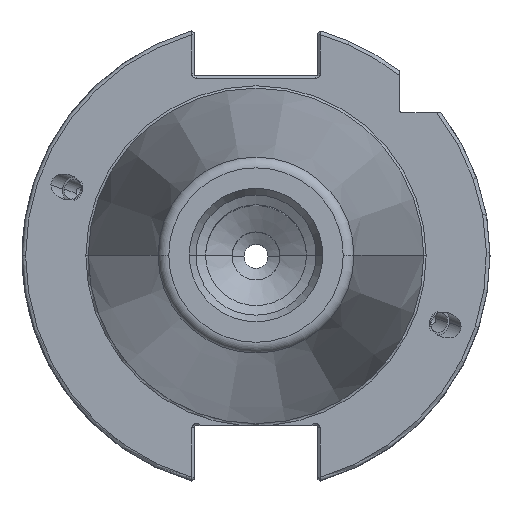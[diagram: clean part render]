
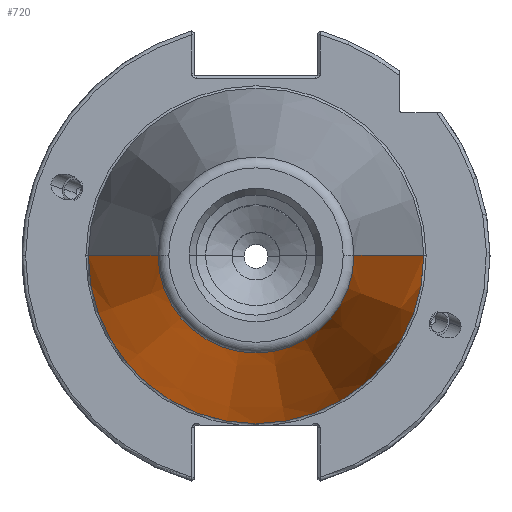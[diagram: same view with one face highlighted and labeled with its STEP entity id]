
A CAD part, top view. The second image highlights one B-rep face of the part: STEP entity #720.
In plain terms, the highlighted conical face has half-angle 8.297 degrees and reference radius 20.108 mm.
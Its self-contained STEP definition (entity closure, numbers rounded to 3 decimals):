
#172 = LINE ( 'NONE', #8563, #3682 ) ;
#307 = EDGE_CURVE ( 'NONE', #7595, #2471, #2615, .T. ) ;
#720 = ADVANCED_FACE ( 'NONE', ( #6038 ), #8713, .T. ) ;
#756 = ORIENTED_EDGE ( 'NONE', *, *, #307, .T. ) ;
#1309 = EDGE_CURVE ( 'NONE', #1539, #1568, #172, .T. ) ;
#1504 = VECTOR ( 'NONE', #3153, 1000. ) ;
#1539 = VERTEX_POINT ( 'NONE', #2142 ) ;
#1568 = VERTEX_POINT ( 'NONE', #2254 ) ;
#2142 = CARTESIAN_POINT ( 'NONE',  ( 20.389, 0., 99.675 ) ) ;
#2254 = CARTESIAN_POINT ( 'NONE',  ( 34.925, 0., 0. ) ) ;
#2471 = VERTEX_POINT ( 'NONE', #8510 ) ;
#2615 = LINE ( 'NONE', #3584, #1504 ) ;
#3075 = EDGE_CURVE ( 'NONE', #1568, #2471, #7594, .T. ) ;
#3153 = DIRECTION ( 'NONE',  ( -0.144, 0., -0.99 ) ) ;
#3321 = AXIS2_PLACEMENT_3D ( 'NONE', #7863, #7884, #7903 ) ;
#3584 = CARTESIAN_POINT ( 'NONE',  ( -20.108, 0., 101.6 ) ) ;
#3595 = ORIENTED_EDGE ( 'NONE', *, *, #6203, .T. ) ;
#3682 = VECTOR ( 'NONE', #8602, 1000. ) ;
#4254 = ORIENTED_EDGE ( 'NONE', *, *, #3075, .F. ) ;
#4452 = EDGE_LOOP ( 'NONE', ( #4660, #3595, #756, #4254 ) ) ;
#4660 = ORIENTED_EDGE ( 'NONE', *, *, #1309, .F. ) ;
#4677 = AXIS2_PLACEMENT_3D ( 'NONE', #6967, #6952, #6890 ) ;
#6013 = DIRECTION ( 'NONE',  ( -1., 0., 0. ) ) ;
#6038 = FACE_OUTER_BOUND ( 'NONE', #4452, .T. ) ;
#6203 = EDGE_CURVE ( 'NONE', #1539, #7595, #8229, .T. ) ;
#6226 = DIRECTION ( 'NONE',  ( 0., 0., -1. ) ) ;
#6228 = CARTESIAN_POINT ( 'NONE',  ( 0., 0., 101.6 ) ) ;
#6448 = CARTESIAN_POINT ( 'NONE',  ( -20.389, 0., 99.675 ) ) ;
#6890 = DIRECTION ( 'NONE',  ( -1., 0., 0. ) ) ;
#6952 = DIRECTION ( 'NONE',  ( 0., 0., -1. ) ) ;
#6967 = CARTESIAN_POINT ( 'NONE',  ( 0., 0., 0. ) ) ;
#7594 = CIRCLE ( 'NONE', #4677, 34.925 ) ;
#7595 = VERTEX_POINT ( 'NONE', #6448 ) ;
#7863 = CARTESIAN_POINT ( 'NONE',  ( 0., 0., 99.675 ) ) ;
#7884 = DIRECTION ( 'NONE',  ( 0., 0., -1. ) ) ;
#7903 = DIRECTION ( 'NONE',  ( 1., 0., 0. ) ) ;
#8213 = AXIS2_PLACEMENT_3D ( 'NONE', #6228, #6226, #6013 ) ;
#8229 = CIRCLE ( 'NONE', #3321, 20.389 ) ;
#8510 = CARTESIAN_POINT ( 'NONE',  ( -34.925, 0., 0. ) ) ;
#8563 = CARTESIAN_POINT ( 'NONE',  ( 20.108, 0., 101.6 ) ) ;
#8602 = DIRECTION ( 'NONE',  ( 0.144, 0., -0.99 ) ) ;
#8713 = CONICAL_SURFACE ( 'NONE', #8213, 20.108, 0.145 ) ;
